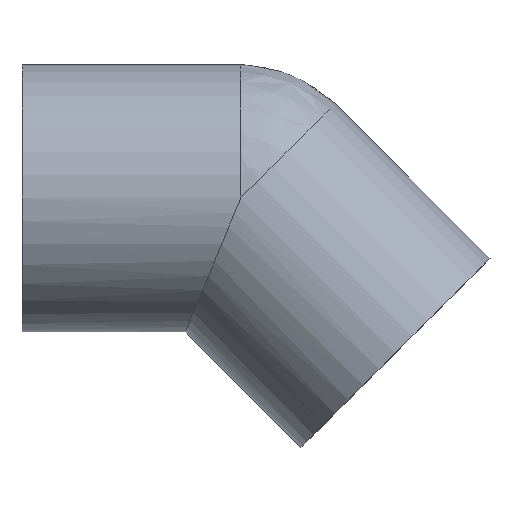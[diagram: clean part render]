
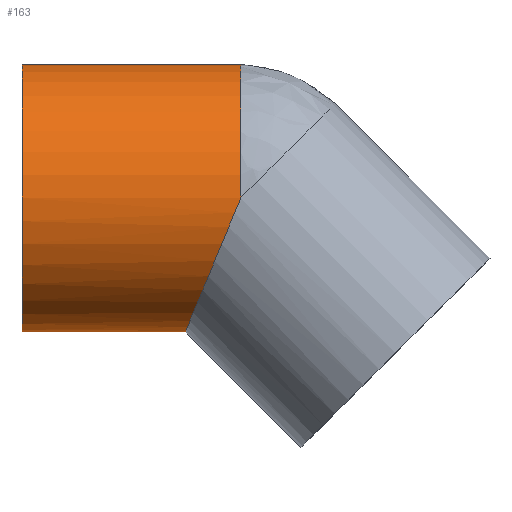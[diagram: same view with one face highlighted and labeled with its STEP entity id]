
A CAD part, top view. The second image highlights one B-rep face of the part: STEP entity #163.
In plain terms, the highlighted cylindrical face has radius 112.5 mm (diameter 225 mm), a partial arc.
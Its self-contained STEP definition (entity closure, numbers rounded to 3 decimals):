
#83 = VERTEX_POINT( '', #217 );
#109 = VERTEX_POINT( '', #246 );
#119 = EDGE_CURVE( '', #83, #167, #257, .T. );
#139 = EDGE_CURVE( '', #153, #167, #279, .T. );
#141 = EDGE_CURVE( '', #109, #83, #281, .T. );
#153 = VERTEX_POINT( '', #295 );
#163 = ADVANCED_FACE( '', ( #306 ), #307, .T. );
#167 = VERTEX_POINT( '', #311 );
#179 = EDGE_CURVE( '', #153, #183, #326, .T. );
#183 = VERTEX_POINT( '', #330 );
#191 = EDGE_CURVE( '', #183, #109, #338, .T. );
#217 = CARTESIAN_POINT( '', ( 184., 112.5, 0. ) );
#246 = CARTESIAN_POINT( '', ( 184., 0., 112.5 ) );
#257 = LINE( '', #404, #405 );
#279 = CIRCLE( '', #431, 112.5 );
#281 = CIRCLE( '', #434, 112.5 );
#295 = CARTESIAN_POINT( '', ( 0., -112.5, 0. ) );
#306 = FACE_OUTER_BOUND( '', #464, .T. );
#307 = CYLINDRICAL_SURFACE( '', #465, 112.5 );
#311 = CARTESIAN_POINT( '', ( 0., 112.5, 0. ) );
#326 = LINE( '', #490, #491 );
#330 = CARTESIAN_POINT( '', ( 137.401, -112.5, 0. ) );
#338 = ELLIPSE( '', #507, 121.769, 112.5 );
#404 = CARTESIAN_POINT( '', ( 92., 112.5, 0. ) );
#405 = VECTOR( '', #566, 1. );
#431 = AXIS2_PLACEMENT_3D( '', #598, #599, #600 );
#434 = AXIS2_PLACEMENT_3D( '', #601, #602, #603 );
#464 = EDGE_LOOP( '', ( #641, #642, #643, #644, #645 ) );
#465 = AXIS2_PLACEMENT_3D( '', #646, #647, #648 );
#490 = CARTESIAN_POINT( '', ( 92., -112.5, 0. ) );
#491 = VECTOR( '', #676, 1. );
#507 = AXIS2_PLACEMENT_3D( '', #681, #682, #683 );
#566 = DIRECTION( '', ( -1., 0., 0. ) );
#598 = CARTESIAN_POINT( '', ( 0., 0., 0. ) );
#599 = DIRECTION( '', ( -1., 0., 0. ) );
#600 = DIRECTION( '', ( 0., 1., 0. ) );
#601 = CARTESIAN_POINT( '', ( 184., 0., 0. ) );
#602 = DIRECTION( '', ( -1., 0., 0. ) );
#603 = DIRECTION( '', ( 0., 1., 0. ) );
#641 = ORIENTED_EDGE( '', *, *, #119, .T. );
#642 = ORIENTED_EDGE( '', *, *, #139, .F. );
#643 = ORIENTED_EDGE( '', *, *, #179, .T. );
#644 = ORIENTED_EDGE( '', *, *, #191, .T. );
#645 = ORIENTED_EDGE( '', *, *, #141, .T. );
#646 = CARTESIAN_POINT( '', ( 92., 0., 0. ) );
#647 = DIRECTION( '', ( 1., 0., 0. ) );
#648 = DIRECTION( '', ( 0., 1., 0. ) );
#676 = DIRECTION( '', ( 1., 0., 0. ) );
#681 = CARTESIAN_POINT( '', ( 184., 0., 0. ) );
#682 = DIRECTION( '', ( -0.924, 0.383, 0. ) );
#683 = DIRECTION( '', ( 0.383, 0.924, 0. ) );
